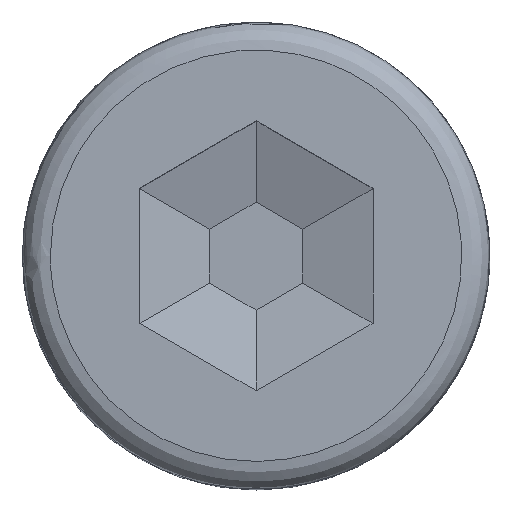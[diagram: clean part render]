
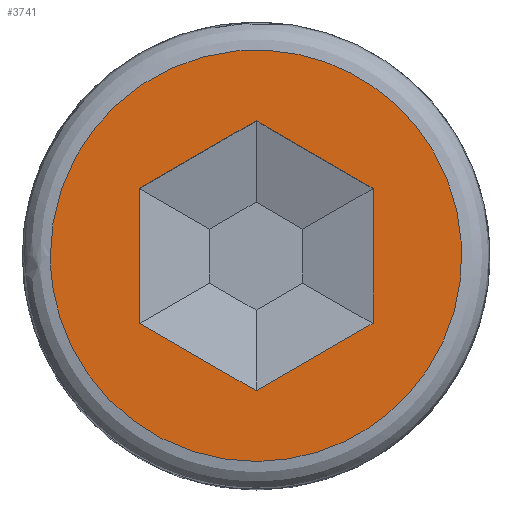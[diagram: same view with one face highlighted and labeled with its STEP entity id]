
A CAD part, top view. The second image highlights one B-rep face of the part: STEP entity #3741.
In plain terms, the highlighted free-form (B-spline) face has degree [1, 1] with [2, 2] control points.
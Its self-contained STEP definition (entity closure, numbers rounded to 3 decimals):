
#3642 = EDGE_CURVE('',#3643,#3643,#3645,.T.);
#3643 = VERTEX_POINT('',#3644);
#3644 = CARTESIAN_POINT('',(-3.092,0.,0.));
#3645 = ( BOUNDED_CURVE() B_SPLINE_CURVE(2,(#3646,#3647,#3648,#3649,
#3650,#3651,#3652),.UNSPECIFIED.,.T.,.F.) B_SPLINE_CURVE_WITH_KNOTS((3,2
    ,2,3),(3.142,5.236,7.33,9.425),
.PIECEWISE_BEZIER_KNOTS.) CURVE() GEOMETRIC_REPRESENTATION_ITEM() 
RATIONAL_B_SPLINE_CURVE((1.,0.5,1.,0.5,1.,0.5,1.)) REPRESENTATION_ITEM(
  '') );
#3646 = CARTESIAN_POINT('',(-3.092,0.,0.));
#3647 = CARTESIAN_POINT('',(-3.092,5.355,0.));
#3648 = CARTESIAN_POINT('',(1.546,2.678,0.));
#3649 = CARTESIAN_POINT('',(6.184,0.,0.));
#3650 = CARTESIAN_POINT('',(1.546,-2.678,0.));
#3651 = CARTESIAN_POINT('',(-3.092,-5.355,0.));
#3652 = CARTESIAN_POINT('',(-3.092,0.,0.));
#3741 = ADVANCED_FACE('',(#3742,#3745),#3789,.T.);
#3742 = FACE_BOUND('',#3743,.T.);
#3743 = EDGE_LOOP('',(#3744));
#3744 = ORIENTED_EDGE('',*,*,#3642,.F.);
#3745 = FACE_BOUND('',#3746,.T.);
#3746 = EDGE_LOOP('',(#3747,#3756,#3763,#3770,#3777,#3784));
#3747 = ORIENTED_EDGE('',*,*,#3748,.T.);
#3748 = EDGE_CURVE('',#3749,#3751,#3753,.T.);
#3749 = VERTEX_POINT('',#3750);
#3750 = CARTESIAN_POINT('',(1.757,1.014,0.));
#3751 = VERTEX_POINT('',#3752);
#3752 = CARTESIAN_POINT('',(1.757,-1.014,0.));
#3753 = B_SPLINE_CURVE_WITH_KNOTS('',1,(#3754,#3755),.UNSPECIFIED.,.F.,
  .F.,(2,2),(-1.443,0.),.PIECEWISE_BEZIER_KNOTS.);
#3754 = CARTESIAN_POINT('',(1.757,1.014,0.));
#3755 = CARTESIAN_POINT('',(1.757,-1.014,0.));
#3756 = ORIENTED_EDGE('',*,*,#3757,.T.);
#3757 = EDGE_CURVE('',#3751,#3758,#3760,.T.);
#3758 = VERTEX_POINT('',#3759);
#3759 = CARTESIAN_POINT('',(0.,-2.028,0.));
#3760 = B_SPLINE_CURVE_WITH_KNOTS('',1,(#3761,#3762),.UNSPECIFIED.,.F.,
  .F.,(2,2),(-1.443,0.),.PIECEWISE_BEZIER_KNOTS.);
#3761 = CARTESIAN_POINT('',(1.757,-1.014,0.));
#3762 = CARTESIAN_POINT('',(0.,-2.028,0.));
#3763 = ORIENTED_EDGE('',*,*,#3764,.T.);
#3764 = EDGE_CURVE('',#3758,#3765,#3767,.T.);
#3765 = VERTEX_POINT('',#3766);
#3766 = CARTESIAN_POINT('',(-1.757,-1.014,0.));
#3767 = B_SPLINE_CURVE_WITH_KNOTS('',1,(#3768,#3769),.UNSPECIFIED.,.F.,
  .F.,(2,2),(-1.443,0.),.PIECEWISE_BEZIER_KNOTS.);
#3768 = CARTESIAN_POINT('',(0.,-2.028,0.));
#3769 = CARTESIAN_POINT('',(-1.757,-1.014,0.));
#3770 = ORIENTED_EDGE('',*,*,#3771,.T.);
#3771 = EDGE_CURVE('',#3765,#3772,#3774,.T.);
#3772 = VERTEX_POINT('',#3773);
#3773 = CARTESIAN_POINT('',(-1.757,1.014,0.));
#3774 = B_SPLINE_CURVE_WITH_KNOTS('',1,(#3775,#3776),.UNSPECIFIED.,.F.,
  .F.,(2,2),(-1.443,0.),.PIECEWISE_BEZIER_KNOTS.);
#3775 = CARTESIAN_POINT('',(-1.757,-1.014,0.));
#3776 = CARTESIAN_POINT('',(-1.757,1.014,0.));
#3777 = ORIENTED_EDGE('',*,*,#3778,.T.);
#3778 = EDGE_CURVE('',#3772,#3779,#3781,.T.);
#3779 = VERTEX_POINT('',#3780);
#3780 = CARTESIAN_POINT('',(0.,2.028,0.));
#3781 = B_SPLINE_CURVE_WITH_KNOTS('',1,(#3782,#3783),.UNSPECIFIED.,.F.,
  .F.,(2,2),(-1.443,0.),.PIECEWISE_BEZIER_KNOTS.);
#3782 = CARTESIAN_POINT('',(-1.757,1.014,0.));
#3783 = CARTESIAN_POINT('',(0.,2.028,0.));
#3784 = ORIENTED_EDGE('',*,*,#3785,.T.);
#3785 = EDGE_CURVE('',#3779,#3749,#3786,.T.);
#3786 = B_SPLINE_CURVE_WITH_KNOTS('',1,(#3787,#3788),.UNSPECIFIED.,.F.,
  .F.,(2,2),(-1.443,0.),.PIECEWISE_BEZIER_KNOTS.);
#3787 = CARTESIAN_POINT('',(0.,2.028,0.));
#3788 = CARTESIAN_POINT('',(1.757,1.014,0.));
#3789 = B_SPLINE_SURFACE_WITH_KNOTS('',1,1,(
    (#3790,#3791)
    ,(#3792,#3793
    )),.UNSPECIFIED.,.F.,.F.,.F.,(2,2),(2,2),(-2.2,2.2),(-2.2,2.2),
  .PIECEWISE_BEZIER_KNOTS.);
#3790 = CARTESIAN_POINT('',(-3.092,-3.092,0.));
#3791 = CARTESIAN_POINT('',(-3.092,3.092,0.));
#3792 = CARTESIAN_POINT('',(3.092,-3.092,0.));
#3793 = CARTESIAN_POINT('',(3.092,3.092,0.));
